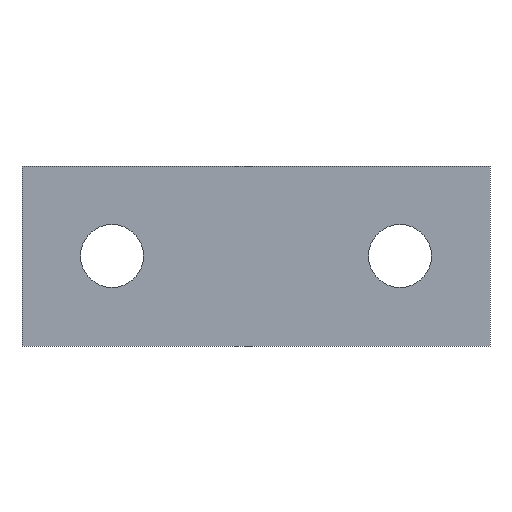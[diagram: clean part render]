
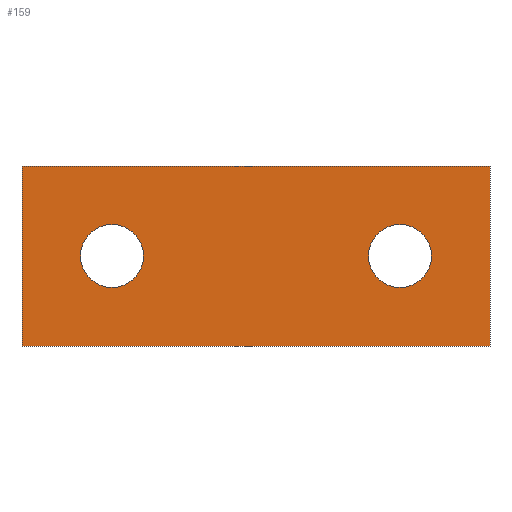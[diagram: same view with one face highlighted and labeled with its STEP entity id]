
A CAD part, front view. The second image highlights one B-rep face of the part: STEP entity #159.
In plain terms, the highlighted planar face has unit normal (0, -1, 0).
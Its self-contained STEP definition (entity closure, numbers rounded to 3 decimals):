
#8 = EDGE_CURVE ( 'NONE', #88, #109, #31, .T. ) ;
#14 = DIRECTION ( 'NONE',  ( 0., 0., 1. ) ) ;
#18 = VERTEX_POINT ( 'NONE', #337 ) ;
#19 = EDGE_CURVE ( 'NONE', #110, #18, #133, .T. ) ;
#20 = DIRECTION ( 'NONE',  ( 1., 0., 0. ) ) ;
#21 = VERTEX_POINT ( 'NONE', #311 ) ;
#26 = PLANE ( 'NONE',  #378 ) ;
#27 = VERTEX_POINT ( 'NONE', #326 ) ;
#31 = CIRCLE ( 'NONE', #119, 1.75 ) ;
#52 = VERTEX_POINT ( 'NONE', #341 ) ;
#56 = VERTEX_POINT ( 'NONE', #351 ) ;
#57 = EDGE_CURVE ( 'NONE', #18, #110, #137, .T. ) ;
#77 = ORIENTED_EDGE ( 'NONE', *, *, #57, .T. ) ;
#78 = ORIENTED_EDGE ( 'NONE', *, *, #19, .T. ) ;
#80 = ORIENTED_EDGE ( 'NONE', *, *, #255, .F. ) ;
#87 = EDGE_CURVE ( 'NONE', #109, #88, #138, .T. ) ;
#88 = VERTEX_POINT ( 'NONE', #324 ) ;
#89 = ORIENTED_EDGE ( 'NONE', *, *, #299, .F. ) ;
#91 = ORIENTED_EDGE ( 'NONE', *, *, #345, .F. ) ;
#92 = ORIENTED_EDGE ( 'NONE', *, *, #132, .F. ) ;
#93 = DIRECTION ( 'NONE',  ( 0., 0., 1. ) ) ;
#94 = ORIENTED_EDGE ( 'NONE', *, *, #87, .T. ) ;
#96 = ORIENTED_EDGE ( 'NONE', *, *, #8, .T. ) ;
#105 = EDGE_LOOP ( 'NONE', ( #92, #91, #89, #80 ) ) ;
#109 = VERTEX_POINT ( 'NONE', #340 ) ;
#110 = VERTEX_POINT ( 'NONE', #361 ) ;
#114 = EDGE_LOOP ( 'NONE', ( #96, #94 ) ) ;
#116 = EDGE_LOOP ( 'NONE', ( #77, #78 ) ) ;
#117 = DIRECTION ( 'NONE',  ( 0., 1., 0. ) ) ;
#119 = AXIS2_PLACEMENT_3D ( 'NONE', #363, #163, #355 ) ;
#131 = FACE_OUTER_BOUND ( 'NONE', #105, .T. ) ;
#132 = EDGE_CURVE ( 'NONE', #21, #52, #142, .T. ) ;
#133 = CIRCLE ( 'NONE', #245, 1.75 ) ;
#137 = CIRCLE ( 'NONE', #292, 1.75 ) ;
#138 = CIRCLE ( 'NONE', #306, 1.75 ) ;
#142 = LINE ( 'NONE', #362, #146 ) ;
#145 = FACE_BOUND ( 'NONE', #114, .T. ) ;
#146 = VECTOR ( 'NONE', #14, 1000. ) ;
#148 = FACE_BOUND ( 'NONE', #116, .T. ) ;
#152 = VECTOR ( 'NONE', #20, 1000. ) ;
#159 = ADVANCED_FACE ( 'NONE', ( #148, #145, #131 ), #26, .F. ) ;
#163 = DIRECTION ( 'NONE',  ( 0., 1., 0. ) ) ;
#167 = LINE ( 'NONE', #315, #182 ) ;
#173 = LINE ( 'NONE', #376, #152 ) ;
#181 = LINE ( 'NONE', #295, #191 ) ;
#182 = VECTOR ( 'NONE', #303, 1000. ) ;
#191 = VECTOR ( 'NONE', #280, 1000. ) ;
#203 = DIRECTION ( 'NONE',  ( 0., 1., 0. ) ) ;
#245 = AXIS2_PLACEMENT_3D ( 'NONE', #325, #333, #382 ) ;
#255 = EDGE_CURVE ( 'NONE', #52, #27, #173, .T. ) ;
#268 = DIRECTION ( 'NONE',  ( 0., 0., 1. ) ) ;
#280 = DIRECTION ( 'NONE',  ( -1., 0., 0. ) ) ;
#292 = AXIS2_PLACEMENT_3D ( 'NONE', #358, #203, #347 ) ;
#295 = CARTESIAN_POINT ( 'NONE',  ( -13., 15., -5. ) ) ;
#299 = EDGE_CURVE ( 'NONE', #27, #56, #167, .T. ) ;
#303 = DIRECTION ( 'NONE',  ( 0., 0., -1. ) ) ;
#306 = AXIS2_PLACEMENT_3D ( 'NONE', #323, #117, #268 ) ;
#311 = CARTESIAN_POINT ( 'NONE',  ( -13., 15., -5. ) ) ;
#315 = CARTESIAN_POINT ( 'NONE',  ( 13., 15., -5. ) ) ;
#323 = CARTESIAN_POINT ( 'NONE',  ( 8., 15., 0. ) ) ;
#324 = CARTESIAN_POINT ( 'NONE',  ( 8., 15., 1.75 ) ) ;
#325 = CARTESIAN_POINT ( 'NONE',  ( -8., 15., 0. ) ) ;
#326 = CARTESIAN_POINT ( 'NONE',  ( 13., 15., 5. ) ) ;
#333 = DIRECTION ( 'NONE',  ( 0., 1., 0. ) ) ;
#337 = CARTESIAN_POINT ( 'NONE',  ( -8., 15., 1.75 ) ) ;
#340 = CARTESIAN_POINT ( 'NONE',  ( 8., 15., -1.75 ) ) ;
#341 = CARTESIAN_POINT ( 'NONE',  ( -13., 15., 5. ) ) ;
#345 = EDGE_CURVE ( 'NONE', #56, #21, #181, .T. ) ;
#347 = DIRECTION ( 'NONE',  ( 0., 0., 1. ) ) ;
#351 = CARTESIAN_POINT ( 'NONE',  ( 13., 15., -5. ) ) ;
#355 = DIRECTION ( 'NONE',  ( 0., 0., 1. ) ) ;
#358 = CARTESIAN_POINT ( 'NONE',  ( -8., 15., 0. ) ) ;
#361 = CARTESIAN_POINT ( 'NONE',  ( -8., 15., -1.75 ) ) ;
#362 = CARTESIAN_POINT ( 'NONE',  ( -13., 15., -5. ) ) ;
#363 = CARTESIAN_POINT ( 'NONE',  ( 8., 15., 0. ) ) ;
#373 = CARTESIAN_POINT ( 'NONE',  ( 0., 15., 0. ) ) ;
#376 = CARTESIAN_POINT ( 'NONE',  ( -13., 15., 5. ) ) ;
#378 = AXIS2_PLACEMENT_3D ( 'NONE', #373, #381, #93 ) ;
#381 = DIRECTION ( 'NONE',  ( 0., 1., 0. ) ) ;
#382 = DIRECTION ( 'NONE',  ( 0., 0., 1. ) ) ;
